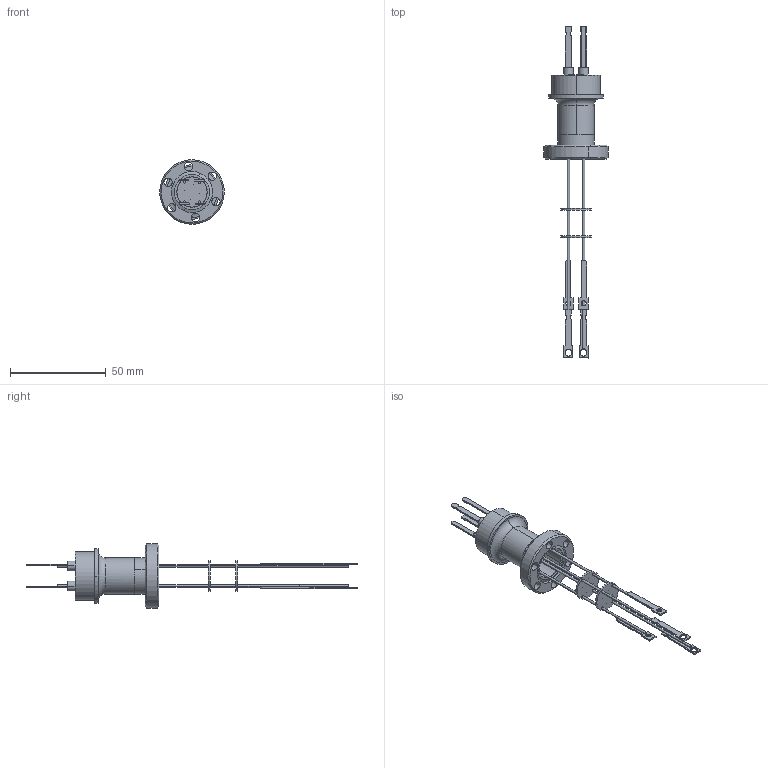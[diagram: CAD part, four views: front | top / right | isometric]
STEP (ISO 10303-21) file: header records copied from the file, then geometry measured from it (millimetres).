
FILE_DESCRIPTION (( 'STEP AP203' ), '1' );
FILE_NAME ('A0407-1-CF.STEP', '2011-11-17T16:52:13', ( '' ), ( '' ), 'SwSTEP 2.0', 'SolidWorks 2011', '' );
FILE_SCHEMA (( 'CONFIG_CONTROL_DESIGN' ));
Length unit declared in the file: inch
Products named in the file (1): A0407-1-CF
Bounding box: 33.76 x 173.74 x 33.76 mm (x, y, z)
Volume: 10212.4 mm3; surface area: 14446 mm2
Topology: 1 solids, 5 shells, 303 faces, 762 edges, 504 vertices
Faces by surface type: cylinder 164, plane 113, cone 14, torus 12
Entity records: 9733 total; most frequent: CARTESIAN_POINT 1928, DIRECTION 1720, ORIENTED_EDGE 1524, EDGE_CURVE 762, AXIS2_PLACEMENT_3D 672, VERTEX_POINT 504, EDGE_LOOP 394, LINE 376
